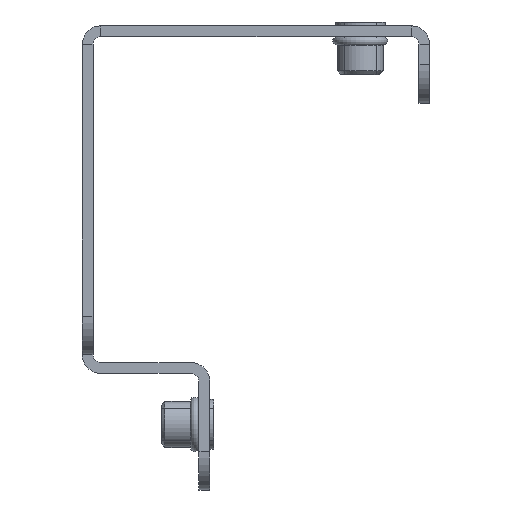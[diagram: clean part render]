
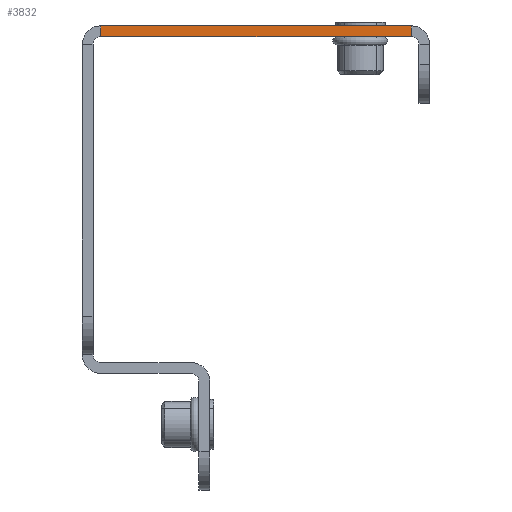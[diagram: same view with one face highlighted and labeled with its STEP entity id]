
A CAD part, front view. The second image highlights one B-rep face of the part: STEP entity #3832.
In plain terms, the highlighted planar face has unit normal (0, -1, 0).
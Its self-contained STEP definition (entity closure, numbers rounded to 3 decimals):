
#65 = VERTEX_POINT ( 'NONE', #3429 ) ;
#265 = DIRECTION ( 'NONE',  ( -1., 0., 0. ) ) ;
#374 = CARTESIAN_POINT ( 'NONE',  ( -42.6, -325., 22.5 ) ) ;
#452 = LINE ( 'NONE', #1801, #1605 ) ;
#491 = CARTESIAN_POINT ( 'NONE',  ( -2.4, -325., 22.5 ) ) ;
#511 = VERTEX_POINT ( 'NONE', #374 ) ;
#646 = VECTOR ( 'NONE', #265, 1000. ) ;
#738 = VECTOR ( 'NONE', #1054, 1000. ) ;
#899 = DIRECTION ( 'NONE',  ( 0., 0., -1. ) ) ;
#900 = ORIENTED_EDGE ( 'NONE', *, *, #2275, .T. ) ;
#1054 = DIRECTION ( 'NONE',  ( 0., 0., 1. ) ) ;
#1122 = CARTESIAN_POINT ( 'NONE',  ( -43.6, -325., 20.1 ) ) ;
#1190 = VERTEX_POINT ( 'NONE', #491 ) ;
#1225 = ORIENTED_EDGE ( 'NONE', *, *, #1740, .F. ) ;
#1458 = FACE_OUTER_BOUND ( 'NONE', #4373, .T. ) ;
#1605 = VECTOR ( 'NONE', #1735, 1000. ) ;
#1715 = VECTOR ( 'NONE', #2013, 1000. ) ;
#1735 = DIRECTION ( 'NONE',  ( -1., 0., 0. ) ) ;
#1740 = EDGE_CURVE ( 'NONE', #3777, #65, #452, .T. ) ;
#1765 = CARTESIAN_POINT ( 'NONE',  ( -2.4, -325., 21.1 ) ) ;
#1801 = CARTESIAN_POINT ( 'NONE',  ( -45., -325., 21.1 ) ) ;
#2013 = DIRECTION ( 'NONE',  ( 0., 0., -1. ) ) ;
#2026 = ORIENTED_EDGE ( 'NONE', *, *, #3632, .T. ) ;
#2077 = CARTESIAN_POINT ( 'NONE',  ( -42.6, -325., 22.5 ) ) ;
#2084 = AXIS2_PLACEMENT_3D ( 'NONE', #1122, #2477, #899 ) ;
#2126 = EDGE_CURVE ( 'NONE', #511, #65, #3025, .T. ) ;
#2275 = EDGE_CURVE ( 'NONE', #1190, #511, #2543, .T. ) ;
#2403 = LINE ( 'NONE', #2764, #738 ) ;
#2477 = DIRECTION ( 'NONE',  ( 0., -1., 0. ) ) ;
#2543 = LINE ( 'NONE', #2909, #646 ) ;
#2764 = CARTESIAN_POINT ( 'NONE',  ( -2.4, -325., 21.1 ) ) ;
#2909 = CARTESIAN_POINT ( 'NONE',  ( -45., -325., 22.5 ) ) ;
#3025 = LINE ( 'NONE', #2077, #1715 ) ;
#3429 = CARTESIAN_POINT ( 'NONE',  ( -42.6, -325., 21.1 ) ) ;
#3489 = ORIENTED_EDGE ( 'NONE', *, *, #2126, .T. ) ;
#3632 = EDGE_CURVE ( 'NONE', #3777, #1190, #2403, .T. ) ;
#3777 = VERTEX_POINT ( 'NONE', #1765 ) ;
#3832 = ADVANCED_FACE ( 'NONE', ( #1458 ), #4193, .T. ) ;
#4193 = PLANE ( 'NONE',  #2084 ) ;
#4373 = EDGE_LOOP ( 'NONE', ( #1225, #2026, #900, #3489 ) ) ;
